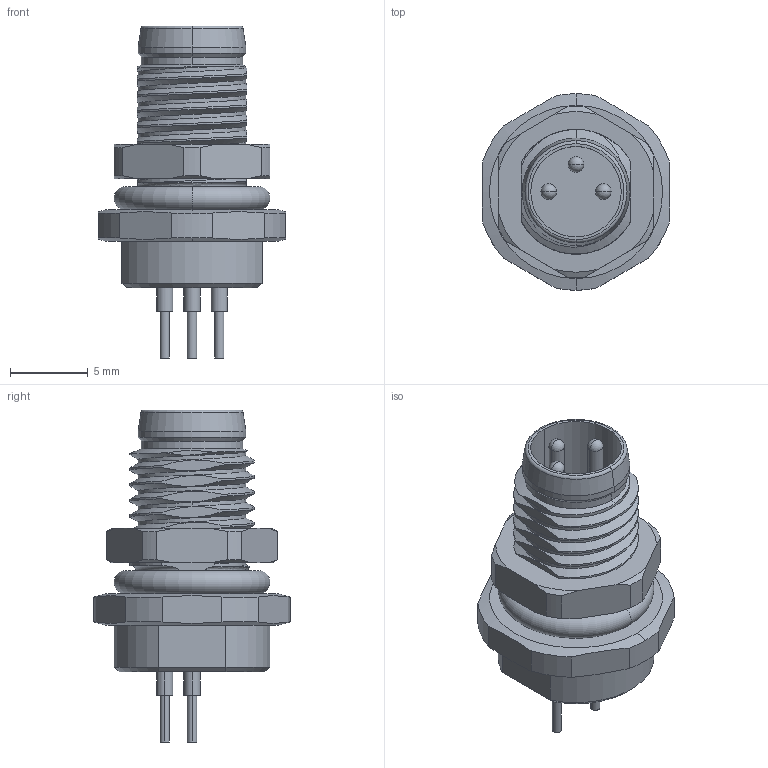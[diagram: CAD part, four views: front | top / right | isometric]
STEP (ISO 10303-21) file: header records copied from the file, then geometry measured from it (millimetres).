
FILE_DESCRIPTION((''),'2;1');
FILE_NAME('C-T4040014031-000','2017-02-06T',('workeradm'),('Tyco Electronics Ltd.'),'CREO PARAMETRIC BY PTC INC, 2016050','CREO PARAMETRIC BY PTC INC, 2016050','');
FILE_SCHEMA(('AUTOMOTIVE_DESIGN { 1 0 10303 214 1 1 1 1 }'));
Length unit declared in the file: millimetre
Products named in the file (1): C-T4040014031-000
Bounding box: 12 x 12.6 x 21.3 mm (x, y, z)
Volume: 967.6 mm3; surface area: 1034.5 mm2
Topology: 1 solids, 1 shells, 148 faces, 375 edges, 238 vertices
Faces by surface type: cylinder 54, plane 46, cone 25, bspline 11, sphere 6, torus 6
Entity records: 8468 total; most frequent: CARTESIAN_POINT 4897, ORIENTED_EDGE 738, DIRECTION 661, EDGE_CURVE 369, AXIS2_PLACEMENT_3D 269, VERTEX_POINT 238, EDGE_LOOP 163, FACE_OUTER_BOUND 148
